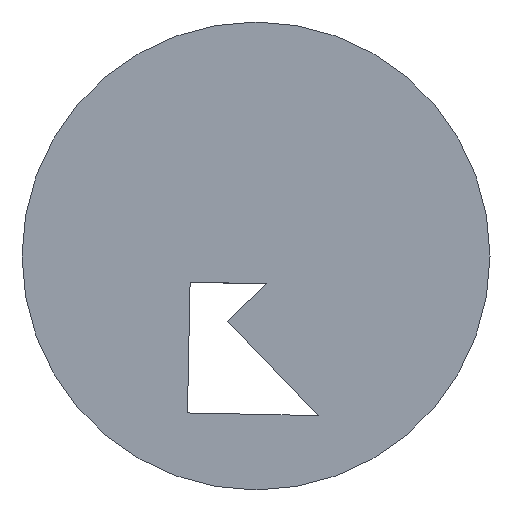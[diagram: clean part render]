
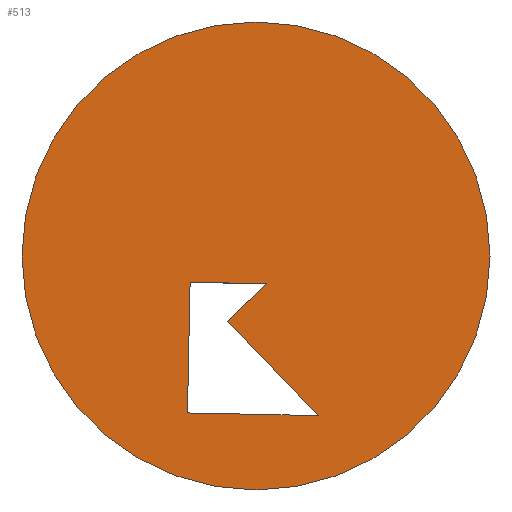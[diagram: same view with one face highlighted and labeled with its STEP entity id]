
A CAD part, top view. The second image highlights one B-rep face of the part: STEP entity #513.
In plain terms, the highlighted planar face has unit normal (0, 0, 1).
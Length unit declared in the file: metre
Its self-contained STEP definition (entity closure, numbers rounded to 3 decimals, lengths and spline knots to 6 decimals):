
#14=CIRCLE('',#557,0.068001);
#39=ORIENTED_EDGE('',*,*,#181,.T.);
#40=ORIENTED_EDGE('',*,*,#182,.F.);
#41=ORIENTED_EDGE('',*,*,#183,.F.);
#42=ORIENTED_EDGE('',*,*,#184,.T.);
#43=ORIENTED_EDGE('',*,*,#185,.T.);
#44=ORIENTED_EDGE('',*,*,#186,.T.);
#181=EDGE_CURVE('',#252,#252,#14,.T.);
#182=EDGE_CURVE('',#253,#254,#299,.T.);
#183=EDGE_CURVE('',#255,#253,#300,.T.);
#184=EDGE_CURVE('',#255,#256,#301,.T.);
#185=EDGE_CURVE('',#256,#257,#302,.T.);
#186=EDGE_CURVE('',#257,#254,#303,.T.);
#252=VERTEX_POINT('',#770);
#253=VERTEX_POINT('',#772);
#254=VERTEX_POINT('',#773);
#255=VERTEX_POINT('',#775);
#256=VERTEX_POINT('',#777);
#257=VERTEX_POINT('',#779);
#299=LINE('',#771,#368);
#300=LINE('',#774,#369);
#301=LINE('',#776,#370);
#302=LINE('',#778,#371);
#303=LINE('',#780,#372);
#368=VECTOR('',#618,1.);
#369=VECTOR('',#619,1.);
#370=VECTOR('',#620,1.);
#371=VECTOR('',#621,1.);
#372=VECTOR('',#622,1.);
#419=EDGE_LOOP('',(#39));
#420=EDGE_LOOP('',(#40,#41,#42,#43,#44));
#454=FACE_BOUND('',#419,.T.);
#455=FACE_BOUND('',#420,.T.);
#485=PLANE('',#556);
#513=ADVANCED_FACE('',(#454,#455),#485,.T.);
#556=AXIS2_PLACEMENT_3D('',#768,#614,#615);
#557=AXIS2_PLACEMENT_3D('',#769,#616,#617);
#614=DIRECTION('',(0.,0.,1.));
#615=DIRECTION('',(1.,0.,0.));
#616=DIRECTION('',(0.,0.,1.));
#617=DIRECTION('',(1.,0.,0.));
#618=DIRECTION('',(0.722,0.691,0.));
#619=DIRECTION('',(-0.691,0.722,0.));
#620=DIRECTION('',(-1.,0.02,0.));
#621=DIRECTION('',(0.02,1.,0.));
#622=DIRECTION('',(1.,-0.02,0.));
#768=CARTESIAN_POINT('',(0.,0.,0.24));
#769=CARTESIAN_POINT('',(0.,0.,0.24));
#770=CARTESIAN_POINT('',(0.068001,0.,0.24));
#771=CARTESIAN_POINT('',(-0.002526,-0.01349,0.24));
#772=CARTESIAN_POINT('',(-0.008196,-0.018916,0.24));
#773=CARTESIAN_POINT('',(0.003144,-0.008064,0.24));
#774=CARTESIAN_POINT('',(0.004941,-0.032643,0.24));
#775=CARTESIAN_POINT('',(0.018077,-0.04637,0.24));
#776=CARTESIAN_POINT('',(-0.000919,-0.045991,0.24));
#777=CARTESIAN_POINT('',(-0.019915,-0.045611,0.24));
#778=CARTESIAN_POINT('',(-0.019536,-0.026615,0.24));
#779=CARTESIAN_POINT('',(-0.019156,-0.007619,0.24));
#780=CARTESIAN_POINT('',(-0.008006,-0.007842,0.24));
